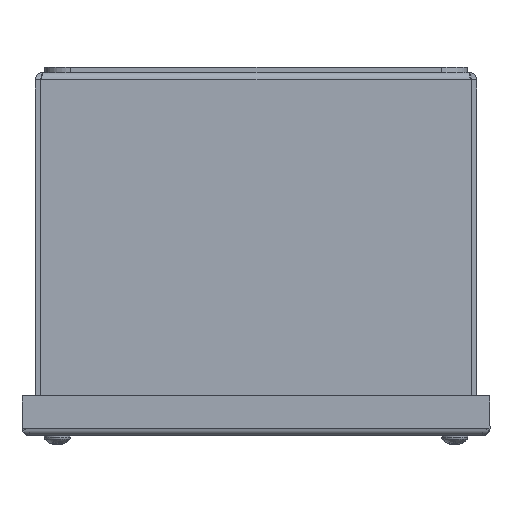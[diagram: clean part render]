
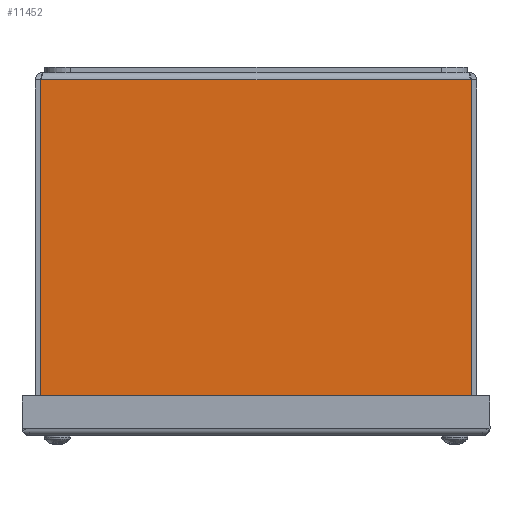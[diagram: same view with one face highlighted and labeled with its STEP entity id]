
A CAD part, front view. The second image highlights one B-rep face of the part: STEP entity #11452.
In plain terms, the highlighted planar face has unit normal (0, -1, 0).
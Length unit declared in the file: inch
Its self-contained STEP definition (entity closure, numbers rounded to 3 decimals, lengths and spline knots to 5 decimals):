
#1315=FACE_OUTER_BOUND('',#1983,.T.);
#1983=EDGE_LOOP('',(#9457,#9458,#9459,#9460));
#3102=LINE('',#18807,#4245);
#3112=LINE('',#18832,#4255);
#3113=LINE('',#18834,#4256);
#3114=LINE('',#18835,#4257);
#4245=VECTOR('',#14803,6.10059);
#4255=VECTOR('',#14835,4.5995);
#4256=VECTOR('',#14836,6.10059);
#4257=VECTOR('',#14837,4.5995);
#5262=VERTEX_POINT('',#18804);
#5263=VERTEX_POINT('',#18806);
#5267=VERTEX_POINT('',#18831);
#5268=VERTEX_POINT('',#18833);
#6687=EDGE_CURVE('',#5263,#5262,#3102,.T.);
#6700=EDGE_CURVE('',#5267,#5262,#3112,.T.);
#6701=EDGE_CURVE('',#5267,#5268,#3113,.T.);
#6702=EDGE_CURVE('',#5263,#5268,#3114,.T.);
#9457=ORIENTED_EDGE('',*,*,#6687,.T.);
#9458=ORIENTED_EDGE('',*,*,#6700,.F.);
#9459=ORIENTED_EDGE('',*,*,#6701,.T.);
#9460=ORIENTED_EDGE('',*,*,#6702,.F.);
#10445=PLANE('',#12281);
#11452=ADVANCED_FACE('',(#1315),#10445,.F.);
#12281=AXIS2_PLACEMENT_3D('',#18830,#14833,#14834);
#14803=DIRECTION('',(-1.,0.,0.));
#14833=DIRECTION('center_axis',(0.,1.,0.));
#14834=DIRECTION('ref_axis',(1.,0.,0.));
#14835=DIRECTION('',(0.,0.,1.));
#14836=DIRECTION('',(1.,0.,0.));
#14837=DIRECTION('',(0.,0.,-1.));
#18804=CARTESIAN_POINT('',(0.07471,0.,4.70475));
#18806=CARTESIAN_POINT('',(6.17529,0.,4.70475));
#18807=CARTESIAN_POINT('',(4.65015,0.,4.70475));
#18830=CARTESIAN_POINT('Origin',(3.125,0.,2.37622));
#18831=CARTESIAN_POINT('',(0.07471,0.,0.10525));
#18832=CARTESIAN_POINT('',(0.07471,0.,0.10525));
#18833=CARTESIAN_POINT('',(6.17529,0.,0.10525));
#18834=CARTESIAN_POINT('',(3.125,0.,0.10525));
#18835=CARTESIAN_POINT('',(6.17529,0.,0.10525));
